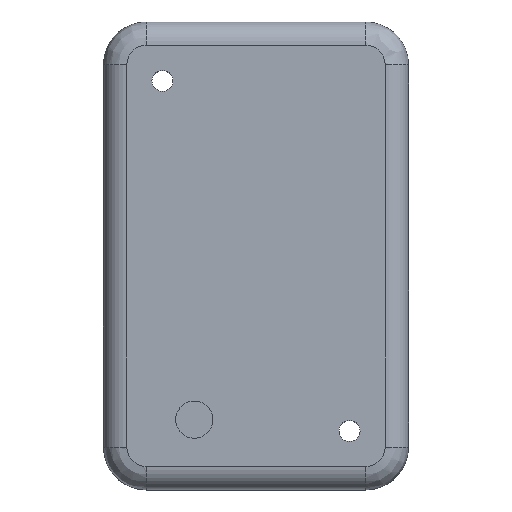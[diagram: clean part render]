
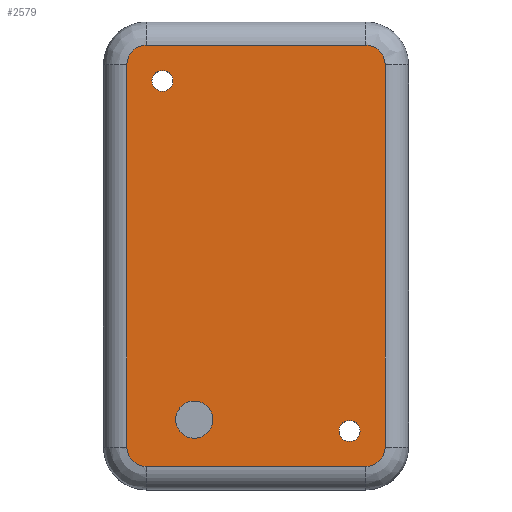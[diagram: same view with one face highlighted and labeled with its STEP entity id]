
A CAD part, top view. The second image highlights one B-rep face of the part: STEP entity #2579.
In plain terms, the highlighted face is planar.
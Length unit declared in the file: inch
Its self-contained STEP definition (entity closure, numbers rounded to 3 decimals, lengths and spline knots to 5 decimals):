
#59=FACE_BOUND('',#921,.T.);
#60=FACE_BOUND('',#922,.T.);
#61=FACE_BOUND('',#923,.T.);
#120=PLANE('',#2893);
#334=LINE('',#4498,#567);
#339=LINE('',#4530,#572);
#341=LINE('',#4556,#574);
#343=LINE('',#4582,#576);
#567=VECTOR('',#3577,0.3937);
#572=VECTOR('',#3594,0.3937);
#574=VECTOR('',#3606,0.3937);
#576=VECTOR('',#3618,0.3937);
#769=FACE_OUTER_BOUND('',#920,.T.);
#920=EDGE_LOOP('',(#2362,#2363,#2364,#2365,#2366,#2367,#2368,#2369));
#921=EDGE_LOOP('',(#2370,#2371));
#922=EDGE_LOOP('',(#2372));
#923=EDGE_LOOP('',(#2373));
#1003=CIRCLE('',#2784,0.09941);
#1004=CIRCLE('',#2785,0.09941);
#1055=CIRCLE('',#2872,0.103);
#1061=CIRCLE('',#2879,0.103);
#1065=CIRCLE('',#2884,0.103);
#1068=CIRCLE('',#2888,0.103);
#1069=CIRCLE('',#2894,0.056);
#1070=CIRCLE('',#2895,0.056);
#1210=VERTEX_POINT('',#4192);
#1211=VERTEX_POINT('',#4193);
#1293=VERTEX_POINT('',#4495);
#1294=VERTEX_POINT('',#4497);
#1297=VERTEX_POINT('',#4520);
#1299=VERTEX_POINT('',#4526);
#1301=VERTEX_POINT('',#4546);
#1303=VERTEX_POINT('',#4552);
#1305=VERTEX_POINT('',#4572);
#1307=VERTEX_POINT('',#4578);
#1309=VERTEX_POINT('',#4603);
#1310=VERTEX_POINT('',#4605);
#1525=EDGE_CURVE('',#1210,#1211,#1003,.T.);
#1526=EDGE_CURVE('',#1211,#1210,#1004,.T.);
#1647=EDGE_CURVE('',#1293,#1294,#334,.T.);
#1652=EDGE_CURVE('',#1294,#1297,#1055,.T.);
#1657=EDGE_CURVE('',#1297,#1299,#339,.T.);
#1660=EDGE_CURVE('',#1299,#1301,#1061,.T.);
#1663=EDGE_CURVE('',#1301,#1303,#341,.T.);
#1666=EDGE_CURVE('',#1303,#1305,#1065,.T.);
#1669=EDGE_CURVE('',#1305,#1307,#343,.T.);
#1671=EDGE_CURVE('',#1307,#1293,#1068,.T.);
#1676=EDGE_CURVE('',#1309,#1309,#1069,.T.);
#1677=EDGE_CURVE('',#1310,#1310,#1070,.T.);
#2362=ORIENTED_EDGE('',*,*,#1652,.F.);
#2363=ORIENTED_EDGE('',*,*,#1647,.F.);
#2364=ORIENTED_EDGE('',*,*,#1671,.F.);
#2365=ORIENTED_EDGE('',*,*,#1669,.F.);
#2366=ORIENTED_EDGE('',*,*,#1666,.F.);
#2367=ORIENTED_EDGE('',*,*,#1663,.F.);
#2368=ORIENTED_EDGE('',*,*,#1660,.F.);
#2369=ORIENTED_EDGE('',*,*,#1657,.F.);
#2370=ORIENTED_EDGE('',*,*,#1525,.T.);
#2371=ORIENTED_EDGE('',*,*,#1526,.T.);
#2372=ORIENTED_EDGE('',*,*,#1676,.T.);
#2373=ORIENTED_EDGE('',*,*,#1677,.T.);
#2579=ADVANCED_FACE('',(#769,#59,#60,#61),#120,.F.);
#2784=AXIS2_PLACEMENT_3D('',#4194,#3337,#3338);
#2785=AXIS2_PLACEMENT_3D('',#4195,#3339,#3340);
#2872=AXIS2_PLACEMENT_3D('',#4521,#3583,#3584);
#2879=AXIS2_PLACEMENT_3D('',#4550,#3599,#3600);
#2884=AXIS2_PLACEMENT_3D('',#4576,#3611,#3612);
#2888=AXIS2_PLACEMENT_3D('',#4593,#3621,#3622);
#2893=AXIS2_PLACEMENT_3D('',#4602,#3635,#3636);
#2894=AXIS2_PLACEMENT_3D('',#4604,#3637,#3638);
#2895=AXIS2_PLACEMENT_3D('',#4606,#3639,#3640);
#3337=DIRECTION('center_axis',(0.,0.,1.));
#3338=DIRECTION('ref_axis',(-1.,0.,0.));
#3339=DIRECTION('center_axis',(0.,0.,1.));
#3340=DIRECTION('ref_axis',(-1.,0.,0.));
#3577=DIRECTION('',(0.,1.,0.));
#3583=DIRECTION('center_axis',(0.,0.,1.));
#3584=DIRECTION('ref_axis',(0.707,0.707,0.));
#3594=DIRECTION('',(-1.,0.,0.));
#3599=DIRECTION('center_axis',(0.,0.,1.));
#3600=DIRECTION('ref_axis',(-0.707,0.707,0.));
#3606=DIRECTION('',(0.,-1.,0.));
#3611=DIRECTION('center_axis',(0.,0.,1.));
#3612=DIRECTION('ref_axis',(-0.707,-0.707,0.));
#3618=DIRECTION('',(1.,0.,0.));
#3621=DIRECTION('center_axis',(0.,0.,1.));
#3622=DIRECTION('ref_axis',(0.707,-0.707,0.));
#3635=DIRECTION('center_axis',(0.,0.,1.));
#3636=DIRECTION('ref_axis',(1.,0.,0.));
#3637=DIRECTION('center_axis',(0.,0.,1.));
#3638=DIRECTION('ref_axis',(1.,0.,0.));
#3639=DIRECTION('center_axis',(0.,0.,1.));
#3640=DIRECTION('ref_axis',(1.,0.,0.));
#4192=CARTESIAN_POINT('',(7.38879,11.49659,0.));
#4193=CARTESIAN_POINT('',(7.58761,11.49659,0.));
#4194=CARTESIAN_POINT('Origin',(7.4882,11.49659,0.));
#4195=CARTESIAN_POINT('Origin',(7.4882,11.49659,0.));
#4495=CARTESIAN_POINT('',(8.5082,9.59959,0.));
#4497=CARTESIAN_POINT('',(8.5082,11.64359,0.));
#4498=CARTESIAN_POINT('',(8.5082,10.11059,0.));
#4520=CARTESIAN_POINT('',(8.4052,11.74659,0.));
#4521=CARTESIAN_POINT('Origin',(8.4052,11.64359,0.));
#4526=CARTESIAN_POINT('',(7.2312,11.74659,0.));
#4530=CARTESIAN_POINT('',(8.1117,11.74659,0.));
#4546=CARTESIAN_POINT('',(7.1282,11.64359,0.));
#4550=CARTESIAN_POINT('Origin',(7.2312,11.64359,0.));
#4552=CARTESIAN_POINT('',(7.1282,9.59959,0.));
#4556=CARTESIAN_POINT('',(7.1282,11.13259,0.));
#4572=CARTESIAN_POINT('',(7.2312,9.49659,0.));
#4576=CARTESIAN_POINT('Origin',(7.2312,9.59959,0.));
#4578=CARTESIAN_POINT('',(8.4052,9.49659,0.));
#4582=CARTESIAN_POINT('',(7.5247,9.49659,0.));
#4593=CARTESIAN_POINT('Origin',(8.4052,9.59959,0.));
#4602=CARTESIAN_POINT('Origin',(7.8182,10.62159,0.));
#4603=CARTESIAN_POINT('',(7.2622,9.68659,0.));
#4604=CARTESIAN_POINT('Origin',(7.3182,9.68659,0.));
#4605=CARTESIAN_POINT('',(8.2622,11.55759,0.));
#4606=CARTESIAN_POINT('Origin',(8.3182,11.55759,0.));
